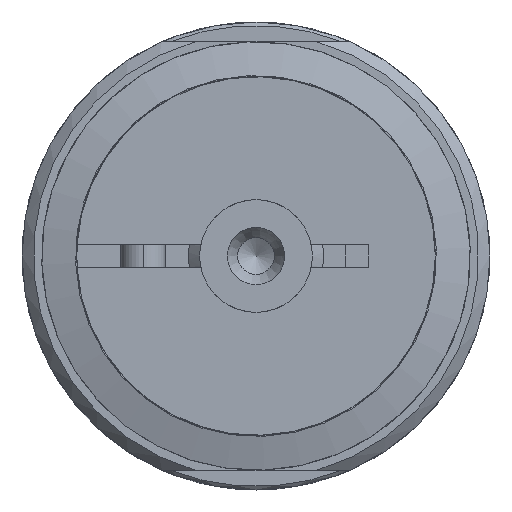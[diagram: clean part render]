
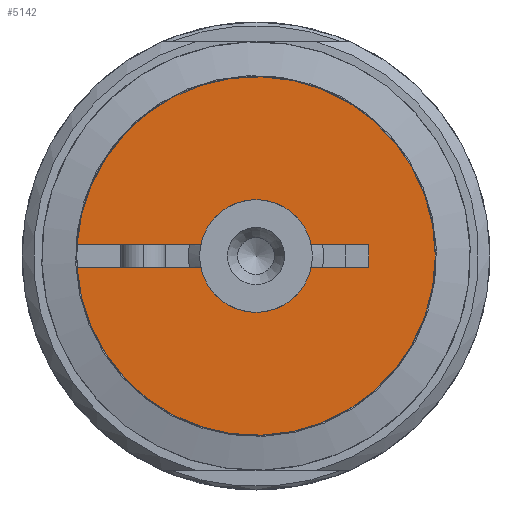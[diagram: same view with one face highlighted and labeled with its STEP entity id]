
A CAD part, left-side view. The second image highlights one B-rep face of the part: STEP entity #5142.
In plain terms, the highlighted planar face has unit normal (-1, 0, 0).
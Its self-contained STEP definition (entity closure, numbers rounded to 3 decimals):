
#255=PLANE('',#5534);
#546=FACE_OUTER_BOUND('',#845,.T.);
#845=EDGE_LOOP('',(#3954,#3955,#3956,#3957,#3958,#3959,#3960,#3961,#3962));
#1081=CIRCLE('',#5527,5.);
#1083=CIRCLE('',#5530,5.);
#1086=CIRCLE('',#5535,15.9);
#1087=CIRCLE('',#5536,15.9);
#1472=LINE('',#8132,#1890);
#1473=LINE('',#8142,#1891);
#1474=LINE('',#8144,#1892);
#1475=LINE('',#8146,#1893);
#1476=LINE('',#8147,#1894);
#1890=VECTOR('',#6520,1000.);
#1891=VECTOR('',#6531,1000.);
#1892=VECTOR('',#6532,1000.);
#1893=VECTOR('',#6533,1000.);
#1894=VECTOR('',#6534,1000.);
#2289=VERTEX_POINT('',#8111);
#2291=VERTEX_POINT('',#8115);
#2293=VERTEX_POINT('',#8120);
#2295=VERTEX_POINT('',#8124);
#2297=VERTEX_POINT('',#8130);
#2300=VERTEX_POINT('',#8138);
#2301=VERTEX_POINT('',#8140);
#2302=VERTEX_POINT('',#8143);
#2303=VERTEX_POINT('',#8145);
#2883=EDGE_CURVE('',#2289,#2291,#1081,.T.);
#2887=EDGE_CURVE('',#2293,#2295,#1083,.T.);
#2890=EDGE_CURVE('',#2297,#2295,#1472,.T.);
#2893=EDGE_CURVE('',#2300,#2297,#1086,.T.);
#2894=EDGE_CURVE('',#2301,#2300,#1087,.T.);
#2895=EDGE_CURVE('',#2301,#2289,#1473,.T.);
#2896=EDGE_CURVE('',#2291,#2302,#1474,.T.);
#2897=EDGE_CURVE('',#2303,#2302,#1475,.T.);
#2898=EDGE_CURVE('',#2293,#2303,#1476,.T.);
#3954=ORIENTED_EDGE('',*,*,#2887,.T.);
#3955=ORIENTED_EDGE('',*,*,#2890,.F.);
#3956=ORIENTED_EDGE('',*,*,#2893,.F.);
#3957=ORIENTED_EDGE('',*,*,#2894,.F.);
#3958=ORIENTED_EDGE('',*,*,#2895,.T.);
#3959=ORIENTED_EDGE('',*,*,#2883,.T.);
#3960=ORIENTED_EDGE('',*,*,#2896,.T.);
#3961=ORIENTED_EDGE('',*,*,#2897,.F.);
#3962=ORIENTED_EDGE('',*,*,#2898,.F.);
#5142=ADVANCED_FACE('',(#546),#255,.F.);
#5527=AXIS2_PLACEMENT_3D('',#8117,#6506,#6507);
#5530=AXIS2_PLACEMENT_3D('',#8126,#6514,#6515);
#5534=AXIS2_PLACEMENT_3D('',#8137,#6525,#6526);
#5535=AXIS2_PLACEMENT_3D('',#8139,#6527,#6528);
#5536=AXIS2_PLACEMENT_3D('',#8141,#6529,#6530);
#6506=DIRECTION('center_axis',(1.,0.,0.));
#6507=DIRECTION('ref_axis',(0.,1.,0.));
#6514=DIRECTION('center_axis',(1.,0.,0.));
#6515=DIRECTION('ref_axis',(0.,1.,0.));
#6520=DIRECTION('',(0.,-1.,0.));
#6525=DIRECTION('center_axis',(1.,0.,0.));
#6526=DIRECTION('ref_axis',(0.,1.,0.));
#6527=DIRECTION('center_axis',(1.,0.,0.));
#6528=DIRECTION('ref_axis',(0.,1.,0.));
#6529=DIRECTION('center_axis',(1.,0.,0.));
#6530=DIRECTION('ref_axis',(0.,1.,0.));
#6531=DIRECTION('',(0.,-1.,0.));
#6532=DIRECTION('',(0.,-1.,0.));
#6533=DIRECTION('',(0.,0.,1.));
#6534=DIRECTION('',(0.,-1.,0.));
#8111=CARTESIAN_POINT('',(-190.4,4.899,1.));
#8115=CARTESIAN_POINT('',(-190.4,-4.899,1.));
#8117=CARTESIAN_POINT('Origin',(-190.4,0.,0.));
#8120=CARTESIAN_POINT('',(-190.4,-4.899,-1.));
#8124=CARTESIAN_POINT('',(-190.4,4.899,-1.));
#8126=CARTESIAN_POINT('Origin',(-190.4,0.,0.));
#8130=CARTESIAN_POINT('',(-190.4,15.869,-1.));
#8132=CARTESIAN_POINT('',(-190.4,15.9,-1.));
#8137=CARTESIAN_POINT('Origin',(-190.4,0.,0.));
#8138=CARTESIAN_POINT('',(-190.4,-15.9,0.));
#8139=CARTESIAN_POINT('Origin',(-190.4,0.,0.));
#8140=CARTESIAN_POINT('',(-190.4,15.869,1.));
#8141=CARTESIAN_POINT('Origin',(-190.4,0.,0.));
#8142=CARTESIAN_POINT('',(-190.4,15.9,1.));
#8143=CARTESIAN_POINT('',(-190.4,-10.,1.));
#8144=CARTESIAN_POINT('',(-190.4,15.9,1.));
#8145=CARTESIAN_POINT('',(-190.4,-10.,-1.));
#8146=CARTESIAN_POINT('',(-190.4,-10.,1.));
#8147=CARTESIAN_POINT('',(-190.4,15.9,-1.));
